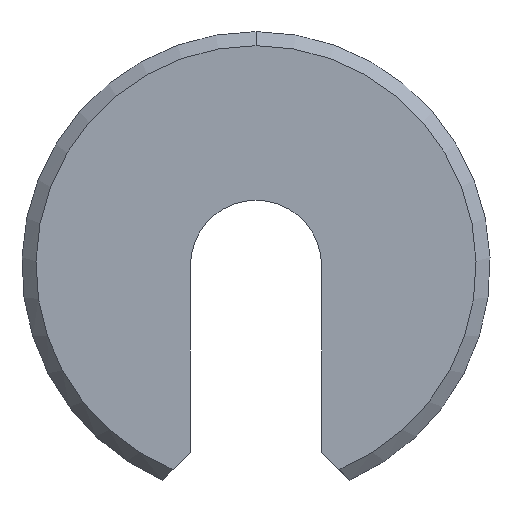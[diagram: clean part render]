
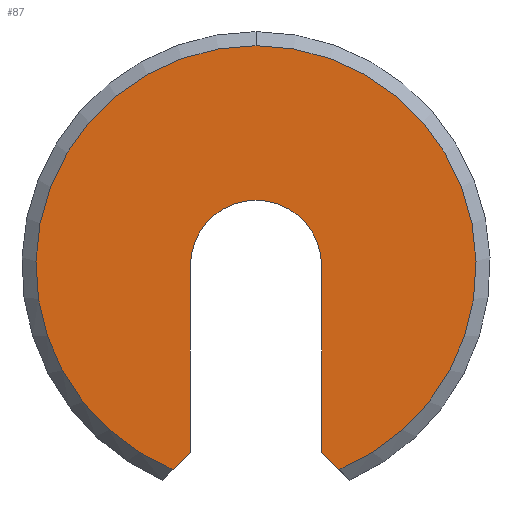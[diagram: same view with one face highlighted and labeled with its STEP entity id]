
A CAD part, front view. The second image highlights one B-rep face of the part: STEP entity #87.
In plain terms, the highlighted planar face has unit normal (0, -1, 0).
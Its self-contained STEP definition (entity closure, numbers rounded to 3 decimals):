
#40 = VERTEX_POINT ( 'NONE', #287 ) ;
#58 = EDGE_CURVE ( 'NONE', #40, #108, #221, .T. ) ;
#59 = ORIENTED_EDGE ( 'NONE', *, *, #114, .T. ) ;
#60 = EDGE_CURVE ( 'NONE', #86, #82, #277, .T. ) ;
#62 = EDGE_CURVE ( 'NONE', #83, #40, #272, .T. ) ;
#64 = ORIENTED_EDGE ( 'NONE', *, *, #62, .T. ) ;
#72 = ORIENTED_EDGE ( 'NONE', *, *, #58, .T. ) ;
#82 = VERTEX_POINT ( 'NONE', #268 ) ;
#83 = VERTEX_POINT ( 'NONE', #263 ) ;
#85 = VERTEX_POINT ( 'NONE', #258 ) ;
#86 = VERTEX_POINT ( 'NONE', #257 ) ;
#87 = ADVANCED_FACE ( 'NONE', ( #249 ), #256, .T. ) ;
#88 = ORIENTED_EDGE ( 'NONE', *, *, #111, .T. ) ;
#89 = ORIENTED_EDGE ( 'NONE', *, *, #90, .F. ) ;
#90 = EDGE_CURVE ( 'NONE', #139, #108, #317, .T. ) ;
#108 = VERTEX_POINT ( 'NONE', #308 ) ;
#111 = EDGE_CURVE ( 'NONE', #139, #85, #238, .T. ) ;
#112 = ORIENTED_EDGE ( 'NONE', *, *, #140, .T. ) ;
#113 = ORIENTED_EDGE ( 'NONE', *, *, #60, .T. ) ;
#114 = EDGE_CURVE ( 'NONE', #85, #86, #233, .T. ) ;
#139 = VERTEX_POINT ( 'NONE', #311 ) ;
#140 = EDGE_CURVE ( 'NONE', #82, #83, #300, .T. ) ;
#142 = EDGE_LOOP ( 'NONE', ( #72, #89, #88, #59, #113, #112, #64 ) ) ;
#221 = LINE ( 'NONE', #226, #225 ) ;
#224 = DIRECTION ( 'NONE',  ( 0., 0., 1. ) ) ;
#225 = VECTOR ( 'NONE', #224, 1000. ) ;
#226 = CARTESIAN_POINT ( 'NONE',  ( -3.5, 0., 0. ) ) ;
#230 = DIRECTION ( 'NONE',  ( 0., 0., -1. ) ) ;
#231 = VECTOR ( 'NONE', #230, 1000. ) ;
#232 = CARTESIAN_POINT ( 'NONE',  ( 3.5, 0., 0. ) ) ;
#233 = LINE ( 'NONE', #303, #302 ) ;
#238 = LINE ( 'NONE', #232, #231 ) ;
#239 = CARTESIAN_POINT ( 'NONE',  ( 0., 0., 0. ) ) ;
#244 = DIRECTION ( 'NONE',  ( 0., 0., -1. ) ) ;
#245 = DIRECTION ( 'NONE',  ( 0., -1., 0. ) ) ;
#249 = FACE_OUTER_BOUND ( 'NONE', #142, .T. ) ;
#250 = CARTESIAN_POINT ( 'NONE',  ( 11.75, 0., 0. ) ) ;
#256 = PLANE ( 'NONE',  #259 ) ;
#257 = CARTESIAN_POINT ( 'NONE',  ( 4.427, 0., -10.884 ) ) ;
#258 = CARTESIAN_POINT ( 'NONE',  ( 3.5, 0., -9.956 ) ) ;
#259 = AXIS2_PLACEMENT_3D ( 'NONE', #250, #245, #244 ) ;
#263 = CARTESIAN_POINT ( 'NONE',  ( -4.427, 0., -10.884 ) ) ;
#268 = CARTESIAN_POINT ( 'NONE',  ( 0., 0., 11.75 ) ) ;
#269 = DIRECTION ( 'NONE',  ( 0.707, 0., 0.707 ) ) ;
#270 = VECTOR ( 'NONE', #269, 1000. ) ;
#271 = CARTESIAN_POINT ( 'NONE',  ( -3.5, 0., -9.956 ) ) ;
#272 = LINE ( 'NONE', #271, #270 ) ;
#277 = CIRCLE ( 'NONE', #336, 11.75 ) ;
#281 = DIRECTION ( 'NONE',  ( 0., 0., -1. ) ) ;
#282 = DIRECTION ( 'NONE',  ( 0., -1., 0. ) ) ;
#283 = CARTESIAN_POINT ( 'NONE',  ( 0., 0., 0. ) ) ;
#287 = CARTESIAN_POINT ( 'NONE',  ( -3.5, 0., -9.956 ) ) ;
#298 = DIRECTION ( 'NONE',  ( 0., 0., -1. ) ) ;
#299 = DIRECTION ( 'NONE',  ( 0., -1., 0. ) ) ;
#300 = CIRCLE ( 'NONE', #304, 11.75 ) ;
#301 = DIRECTION ( 'NONE',  ( 0.707, 0., -0.707 ) ) ;
#302 = VECTOR ( 'NONE', #301, 1000. ) ;
#303 = CARTESIAN_POINT ( 'NONE',  ( 3.5, 0., -9.956 ) ) ;
#304 = AXIS2_PLACEMENT_3D ( 'NONE', #239, #299, #298 ) ;
#308 = CARTESIAN_POINT ( 'NONE',  ( -3.5, 0., 0. ) ) ;
#311 = CARTESIAN_POINT ( 'NONE',  ( 3.5, 0., 0. ) ) ;
#313 = DIRECTION ( 'NONE',  ( 0., 0., -1. ) ) ;
#314 = DIRECTION ( 'NONE',  ( 0., -1., 0. ) ) ;
#315 = CARTESIAN_POINT ( 'NONE',  ( 0., 0., 0. ) ) ;
#316 = AXIS2_PLACEMENT_3D ( 'NONE', #315, #314, #313 ) ;
#317 = CIRCLE ( 'NONE', #316, 3.5 ) ;
#336 = AXIS2_PLACEMENT_3D ( 'NONE', #283, #282, #281 ) ;
